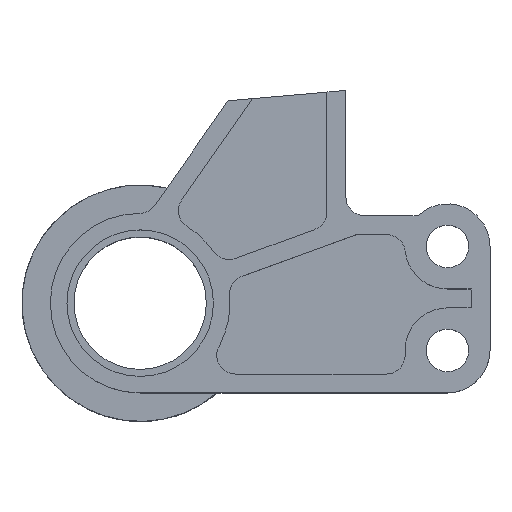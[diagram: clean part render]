
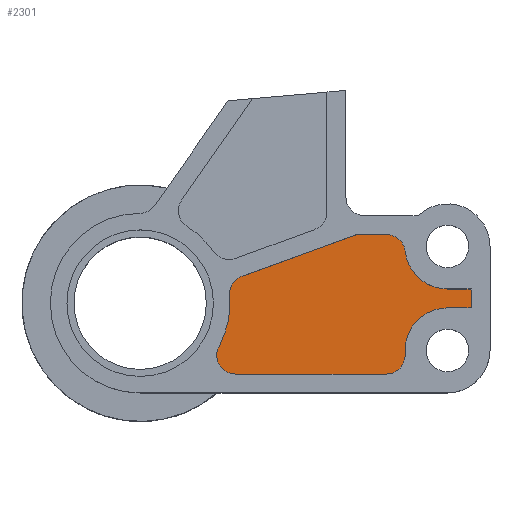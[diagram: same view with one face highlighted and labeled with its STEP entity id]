
A CAD part, top view. The second image highlights one B-rep face of the part: STEP entity #2301.
In plain terms, the highlighted planar face has unit normal (0, 0, 1).
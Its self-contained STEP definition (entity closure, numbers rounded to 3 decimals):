
#194=FACE_OUTER_BOUND('',#314,.T.);
#314=EDGE_LOOP('',(#1955,#1956,#1957,#1958,#1959,#1960,#1961,#1962,#1963,
#1964,#1965,#1966,#1967));
#509=LINE('',#3819,#721);
#510=LINE('',#3821,#722);
#511=LINE('',#3829,#723);
#512=LINE('',#3835,#724);
#513=LINE('',#3837,#725);
#514=LINE('',#3839,#726);
#721=VECTOR('',#3004,12.802);
#722=VECTOR('',#3005,51.373);
#723=VECTOR('',#3012,63.679);
#724=VECTOR('',#3017,10.);
#725=VECTOR('',#3018,8.);
#726=VECTOR('',#3019,10.);
#843=CIRCLE('',#2486,8.);
#844=CIRCLE('',#2487,38.);
#845=CIRCLE('',#2488,8.);
#846=CIRCLE('',#2489,8.);
#847=CIRCLE('',#2490,18.);
#848=CIRCLE('',#2491,18.);
#849=CIRCLE('',#2492,8.);
#1056=VERTEX_POINT('',#3817);
#1057=VERTEX_POINT('',#3818);
#1058=VERTEX_POINT('',#3820);
#1059=VERTEX_POINT('',#3822);
#1060=VERTEX_POINT('',#3824);
#1061=VERTEX_POINT('',#3826);
#1062=VERTEX_POINT('',#3828);
#1063=VERTEX_POINT('',#3830);
#1064=VERTEX_POINT('',#3832);
#1065=VERTEX_POINT('',#3834);
#1066=VERTEX_POINT('',#3836);
#1067=VERTEX_POINT('',#3838);
#1068=VERTEX_POINT('',#3840);
#1369=EDGE_CURVE('',#1056,#1057,#509,.T.);
#1370=EDGE_CURVE('',#1057,#1058,#510,.T.);
#1371=EDGE_CURVE('',#1058,#1059,#843,.T.);
#1372=EDGE_CURVE('',#1059,#1060,#844,.T.);
#1373=EDGE_CURVE('',#1060,#1061,#845,.T.);
#1374=EDGE_CURVE('',#1061,#1062,#511,.T.);
#1375=EDGE_CURVE('',#1062,#1063,#846,.T.);
#1376=EDGE_CURVE('',#1063,#1064,#847,.T.);
#1377=EDGE_CURVE('',#1064,#1065,#512,.T.);
#1378=EDGE_CURVE('',#1065,#1066,#513,.T.);
#1379=EDGE_CURVE('',#1066,#1067,#514,.T.);
#1380=EDGE_CURVE('',#1067,#1068,#848,.T.);
#1381=EDGE_CURVE('',#1068,#1056,#849,.T.);
#1955=ORIENTED_EDGE('',*,*,#1369,.T.);
#1956=ORIENTED_EDGE('',*,*,#1370,.T.);
#1957=ORIENTED_EDGE('',*,*,#1371,.T.);
#1958=ORIENTED_EDGE('',*,*,#1372,.T.);
#1959=ORIENTED_EDGE('',*,*,#1373,.T.);
#1960=ORIENTED_EDGE('',*,*,#1374,.T.);
#1961=ORIENTED_EDGE('',*,*,#1375,.T.);
#1962=ORIENTED_EDGE('',*,*,#1376,.T.);
#1963=ORIENTED_EDGE('',*,*,#1377,.T.);
#1964=ORIENTED_EDGE('',*,*,#1378,.T.);
#1965=ORIENTED_EDGE('',*,*,#1379,.T.);
#1966=ORIENTED_EDGE('',*,*,#1380,.T.);
#1967=ORIENTED_EDGE('',*,*,#1381,.T.);
#2202=PLANE('',#2485);
#2301=ADVANCED_FACE('',(#194),#2202,.T.);
#2485=AXIS2_PLACEMENT_3D('',#3816,#3002,#3003);
#2486=AXIS2_PLACEMENT_3D('',#3823,#3006,#3007);
#2487=AXIS2_PLACEMENT_3D('',#3825,#3008,#3009);
#2488=AXIS2_PLACEMENT_3D('',#3827,#3010,#3011);
#2489=AXIS2_PLACEMENT_3D('',#3831,#3013,#3014);
#2490=AXIS2_PLACEMENT_3D('',#3833,#3015,#3016);
#2491=AXIS2_PLACEMENT_3D('',#3841,#3020,#3021);
#2492=AXIS2_PLACEMENT_3D('',#3842,#3022,#3023);
#3002=DIRECTION('center_axis',(0.,0.,1.));
#3003=DIRECTION('ref_axis',(1.,0.,0.));
#3004=DIRECTION('',(-1.,0.,0.));
#3005=DIRECTION('',(-0.94,-0.342,0.));
#3006=DIRECTION('center_axis',(0.,0.,1.));
#3007=DIRECTION('ref_axis',(-0.342,0.94,0.));
#3008=DIRECTION('center_axis',(0.,0.,-1.));
#3009=DIRECTION('ref_axis',(-0.878,0.478,0.));
#3010=DIRECTION('center_axis',(0.,0.,1.));
#3011=DIRECTION('ref_axis',(-0.878,0.478,0.));
#3012=DIRECTION('',(1.,0.,0.));
#3013=DIRECTION('center_axis',(0.,0.,1.));
#3014=DIRECTION('ref_axis',(0.,-1.,0.));
#3015=DIRECTION('center_axis',(0.,0.,-1.));
#3016=DIRECTION('ref_axis',(0.,-1.,0.));
#3017=DIRECTION('',(1.,0.,0.));
#3018=DIRECTION('',(0.,1.,0.));
#3019=DIRECTION('',(-1.,0.,0.));
#3020=DIRECTION('center_axis',(0.,0.,-1.));
#3021=DIRECTION('ref_axis',(0.993,0.115,0.));
#3022=DIRECTION('center_axis',(0.,0.,1.));
#3023=DIRECTION('ref_axis',(0.993,0.115,0.));
#3816=CARTESIAN_POINT('Origin',(60.847,14.916,0.));
#3817=CARTESIAN_POINT('',(104.174,29.,0.));
#3818=CARTESIAN_POINT('',(91.372,29.,0.));
#3819=CARTESIAN_POINT('',(74.716,29.,0.));
#3820=CARTESIAN_POINT('',(43.097,11.429,0.));
#3821=CARTESIAN_POINT('',(51.145,14.358,0.));
#3822=CARTESIAN_POINT('',(37.862,3.232,0.));
#3823=CARTESIAN_POINT('Origin',(45.833,3.912,0.));
#3824=CARTESIAN_POINT('',(33.372,-18.174,0.));
#3825=CARTESIAN_POINT('Origin',(0.,0.,0.));
#3826=CARTESIAN_POINT('',(40.398,-30.,0.));
#3827=CARTESIAN_POINT('Origin',(40.398,-22.,0.));
#3828=CARTESIAN_POINT('',(104.077,-30.,0.));
#3829=CARTESIAN_POINT('',(81.068,-30.,0.));
#3830=CARTESIAN_POINT('',(112.053,-21.385,0.));
#3831=CARTESIAN_POINT('Origin',(104.077,-22.,0.));
#3832=CARTESIAN_POINT('',(130.,-2.,0.));
#3833=CARTESIAN_POINT('Origin',(130.,-20.,0.));
#3834=CARTESIAN_POINT('',(140.,-2.,0.));
#3835=CARTESIAN_POINT('',(99.03,-2.,0.));
#3836=CARTESIAN_POINT('',(140.,6.,0.));
#3837=CARTESIAN_POINT('',(140.,13.199,0.));
#3838=CARTESIAN_POINT('',(130.,6.,0.));
#3839=CARTESIAN_POINT('',(94.03,6.,0.));
#3840=CARTESIAN_POINT('',(112.12,21.923,0.));
#3841=CARTESIAN_POINT('Origin',(130.,24.,0.));
#3842=CARTESIAN_POINT('Origin',(104.174,21.,0.));
